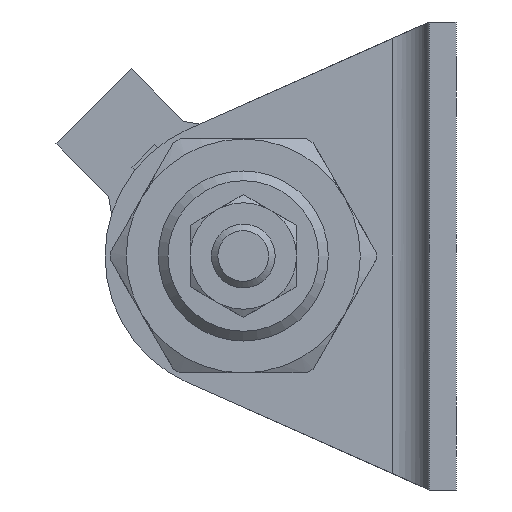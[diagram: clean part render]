
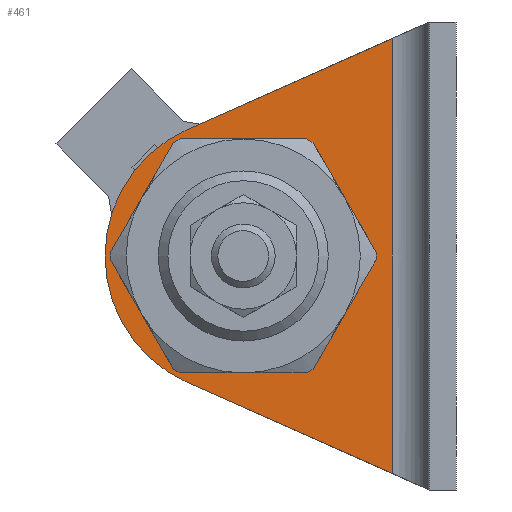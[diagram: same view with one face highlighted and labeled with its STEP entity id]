
A CAD part, left-side view. The second image highlights one B-rep face of the part: STEP entity #461.
In plain terms, the highlighted face is planar.
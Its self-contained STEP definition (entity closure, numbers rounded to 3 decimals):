
#461 = ADVANCED_FACE( '', ( #957, #958 ), #959, .F. );
#957 = FACE_BOUND( '', #1565, .T. );
#958 = FACE_OUTER_BOUND( '', #1566, .T. );
#959 = PLANE( '', #1567 );
#1565 = EDGE_LOOP( '', ( #2430 ) );
#1566 = EDGE_LOOP( '', ( #2431, #2432, #2433, #2434 ) );
#1567 = AXIS2_PLACEMENT_3D( '', #2435, #2436, #2437 );
#2430 = ORIENTED_EDGE( '', *, *, #3661, .F. );
#2431 = ORIENTED_EDGE( '', *, *, #3588, .F. );
#2432 = ORIENTED_EDGE( '', *, *, #3662, .F. );
#2433 = ORIENTED_EDGE( '', *, *, #3663, .F. );
#2434 = ORIENTED_EDGE( '', *, *, #3457, .T. );
#2435 = CARTESIAN_POINT( '', ( 22., 15., 2.5 ) );
#2436 = DIRECTION( '', ( 0., 0., -1. ) );
#2437 = DIRECTION( '', ( -1., 0., 0. ) );
#3457 = EDGE_CURVE( '', #4033, #4038, #4040, .F. );
#3588 = EDGE_CURVE( '', #4263, #4038, #4265, .T. );
#3661 = EDGE_CURVE( '', #4381, #4381, #4382, .T. );
#3662 = EDGE_CURVE( '', #4383, #4263, #4384, .T. );
#3663 = EDGE_CURVE( '', #4033, #4383, #4385, .T. );
#4033 = VERTEX_POINT( '', #4915 );
#4038 = VERTEX_POINT( '', #4921 );
#4040 = CIRCLE( '', #4924, 13. );
#4263 = VERTEX_POINT( '', #5252 );
#4265 = LINE( '', #5254, #5255 );
#4381 = VERTEX_POINT( '', #5447 );
#4382 = CIRCLE( '', #5448, 8.1 );
#4383 = VERTEX_POINT( '', #5449 );
#4384 = LINE( '', #5450, #5451 );
#4385 = LINE( '', #5452, #5453 );
#4915 = CARTESIAN_POINT( '', ( 11.88, 5.278, 2.5 ) );
#4921 = CARTESIAN_POINT( '', ( -11.88, 5.278, 2.5 ) );
#4924 = AXIS2_PLACEMENT_3D( '', #6265, #6266, #6267 );
#5252 = CARTESIAN_POINT( '', ( -20.445, -14., 2.5 ) );
#5254 = CARTESIAN_POINT( '', ( -2.688, 25.968, 2.5 ) );
#5255 = VECTOR( '', #6443, 1000. );
#5447 = CARTESIAN_POINT( '', ( 8.1, 0., 2.5 ) );
#5448 = AXIS2_PLACEMENT_3D( '', #6539, #6540, #6541 );
#5449 = CARTESIAN_POINT( '', ( 20.445, -14., 2.5 ) );
#5450 = CARTESIAN_POINT( '', ( 22., -14., 2.5 ) );
#5451 = VECTOR( '', #6542, 1000. );
#5452 = CARTESIAN_POINT( '', ( 9.941, 9.643, 2.5 ) );
#5453 = VECTOR( '', #6543, 1000. );
#6265 = CARTESIAN_POINT( '', ( 0., 0., 2.5 ) );
#6266 = DIRECTION( '', ( 0., 0., -1. ) );
#6267 = DIRECTION( '', ( -1., 0., 0. ) );
#6443 = DIRECTION( '', ( 0.406, 0.914, 0. ) );
#6539 = CARTESIAN_POINT( '', ( 0., 0., 2.5 ) );
#6540 = DIRECTION( '', ( 0., 0., 1. ) );
#6541 = DIRECTION( '', ( 1., 0., 0. ) );
#6542 = DIRECTION( '', ( -1., 0., 0. ) );
#6543 = DIRECTION( '', ( 0.406, -0.914, 0. ) );
